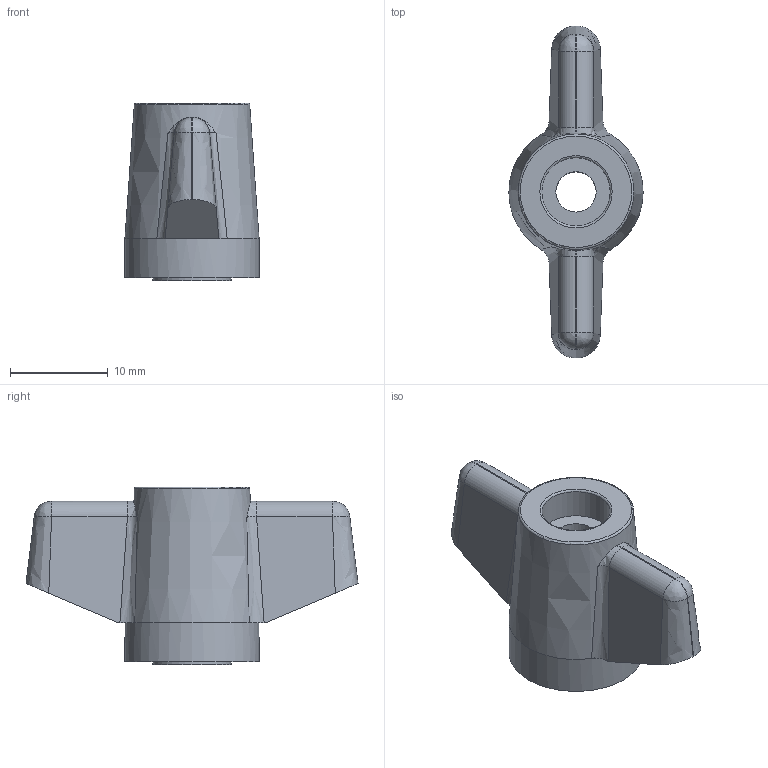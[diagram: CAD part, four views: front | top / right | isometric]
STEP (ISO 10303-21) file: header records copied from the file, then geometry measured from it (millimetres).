
FILE_DESCRIPTION( ( 'Unknown' ), '1' );
FILE_NAME( '6309019_GB34_FP_M05.stp', 'Unknown', ( 'Unknown' ), ( 'Unknown' ), 'PSStep 11.0', 'Unknown', ' ' );
FILE_SCHEMA( ( 'AUTOMOTIVE_DESIGN { 1 0 10303 214 1 1 1 1 }' ) );
Length unit declared in the file: millimetre
Products named in the file (1): 1801074
Bounding box: 13.75 x 34 x 18.2 mm (x, y, z)
Volume: 2957 mm3; surface area: 1748.3 mm2
Topology: 1 solids, 1 shells, 46 faces, 111 edges, 69 vertices
Faces by surface type: plane 16, bspline 16, cylinder 10, cone 2, torus 2
Full cylindrical faces by diameter (mm): 4.134 x1, 7 x1, 8 x1, 13.75 x1
Entity records: 4828 total; most frequent: CARTESIAN_POINT 3581, ORIENTED_EDGE 194, DIRECTION 136, EDGE_CURVE 97, VERTEX_POINT 63, EDGE_LOOP 58, AXIS2_PLACEMENT_3D 56, FACE_OUTER_BOUND 52
